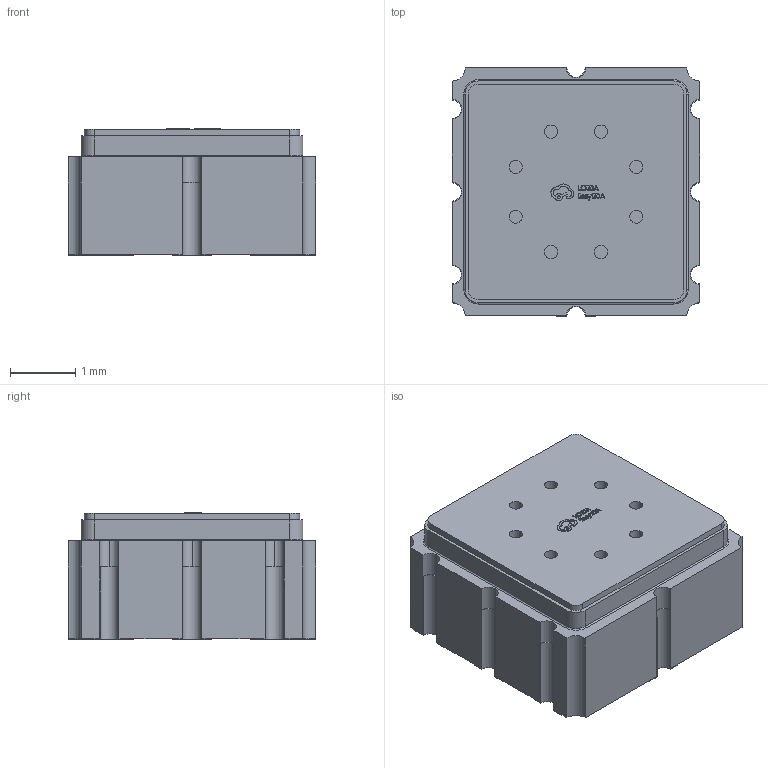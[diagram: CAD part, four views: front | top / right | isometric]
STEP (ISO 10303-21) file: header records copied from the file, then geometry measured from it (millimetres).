
FILE_DESCRIPTION (( 'STEP AP214' ), '1' );
FILE_NAME ('FILTER-SMD_8P-L3.8-W3.8-P1.27-BL_VOC.STEP', '2023-06-29T08:20:55', ( '' ), ( '' ), 'SwSTEP 2.0', 'SolidWorks 2020', '' );
FILE_SCHEMA (( 'AUTOMOTIVE_DESIGN' ));
Length unit declared in the file: millimetre
Products named in the file (1): FILTER-SMD_8P-L3.8-W3.8-P1.27-BL_VOC
Bounding box: 3.8 x 3.8 x 1.94 mm (x, y, z)
Volume: 25.9 mm3; surface area: 59.2 mm2
Topology: 1 solids, 1 shells, 419 faces, 1124 edges, 736 vertices
Faces by surface type: plane 263, bspline 98, cylinder 54, torus 4
Entity records: 18125 total; most frequent: CARTESIAN_POINT 3586, ORIENTED_EDGE 2248, DIRECTION 1680, EDGE_CURVE 1124, VECTOR 812, LINE 812, VERTEX_POINT 736, EDGE_LOOP 448
